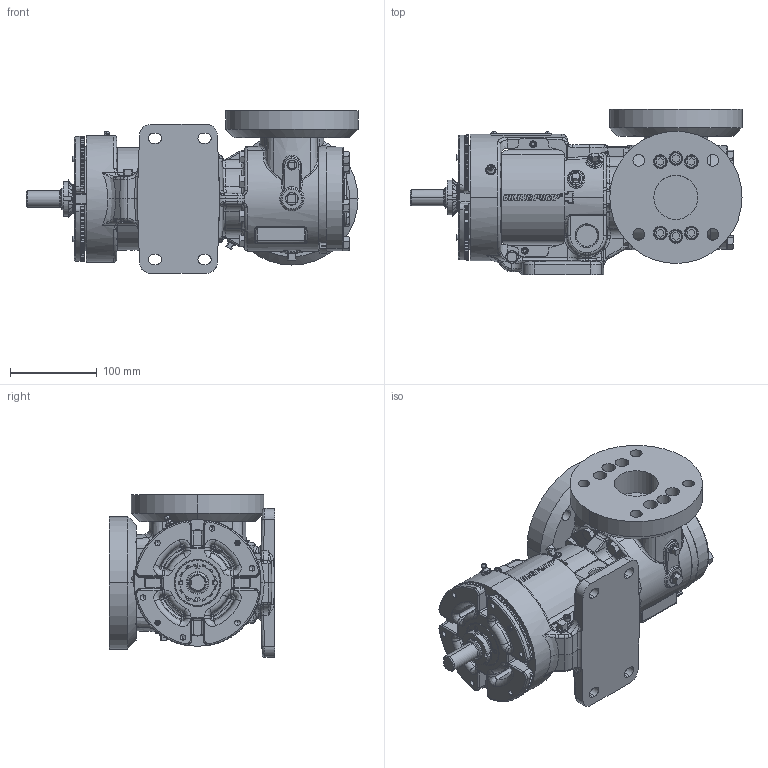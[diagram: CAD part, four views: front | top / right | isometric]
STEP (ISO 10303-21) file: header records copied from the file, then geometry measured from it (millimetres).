
FILE_DESCRIPTION (( 'STEP AP214' ), '1' );
FILE_NAME ('HV-4190.STEP', '2024-04-02T21:17:39', ( '' ), ( '' ), 'SwSTEP 2.0', 'SolidWorks 2022', '' );
FILE_SCHEMA (( 'AUTOMOTIVE_DESIGN' ));
Length unit declared in the file: inch
Products named in the file (1): HV-4190
Bounding box: 382.55 x 190.5 x 187.32 mm (x, y, z)
Volume: 4334305.3 mm3; surface area: 436140.1 mm2
Topology: 1 solids, 13 shells, 4377 faces, 11124 edges, 6983 vertices
Faces by surface type: plane 1460, bspline 1311, cylinder 885, cone 526, torus 123, sphere 72
Entity records: 239504 total; most frequent: CARTESIAN_POINT 87245, ORIENTED_EDGE 22112, DIRECTION 16310, EDGE_CURVE 11056, VERTEX_POINT 6975, AXIS2_PLACEMENT_3D 5887, EDGE_LOOP 4699, LINE 4536
